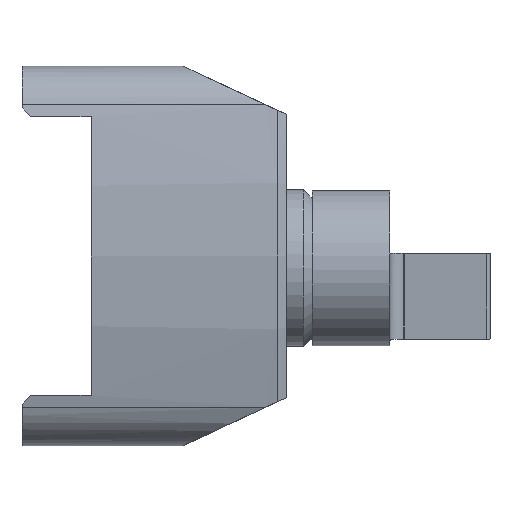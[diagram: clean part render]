
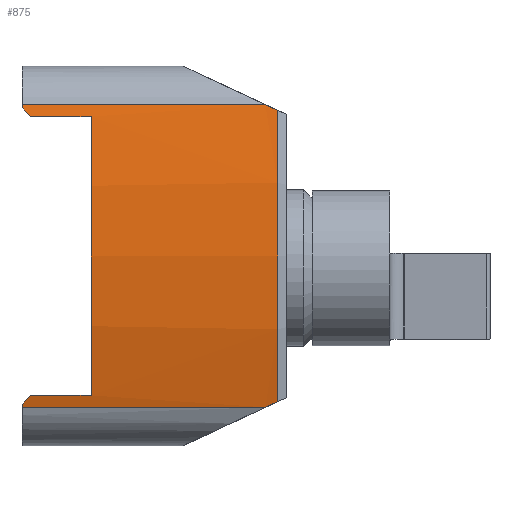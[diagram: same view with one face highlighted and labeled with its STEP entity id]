
A CAD part, front view. The second image highlights one B-rep face of the part: STEP entity #875.
In plain terms, the highlighted cylindrical face has radius 34.5 mm (diameter 69 mm), a partial arc.
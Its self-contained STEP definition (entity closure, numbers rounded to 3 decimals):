
#580 = VERTEX_POINT ( 'NONE', #2338 ) ;
#582 = EDGE_CURVE ( 'NONE', #657, #580, #2337, .T. ) ;
#587 = VERTEX_POINT ( 'NONE', #2422 ) ;
#590 = EDGE_CURVE ( 'NONE', #591, #587, #2420, .T. ) ;
#591 = VERTEX_POINT ( 'NONE', #2415 ) ;
#631 = EDGE_CURVE ( 'NONE', #710, #657, #2556, .T. ) ;
#647 = ORIENTED_EDGE ( 'NONE', *, *, #582, .T. ) ;
#648 = ORIENTED_EDGE ( 'NONE', *, *, #649, .F. ) ;
#649 = EDGE_CURVE ( 'NONE', #880, #580, #2541, .T. ) ;
#657 = VERTEX_POINT ( 'NONE', #2632 ) ;
#680 = VERTEX_POINT ( 'NONE', #2570 ) ;
#701 = ORIENTED_EDGE ( 'NONE', *, *, #590, .T. ) ;
#702 = ORIENTED_EDGE ( 'NONE', *, *, #703, .T. ) ;
#703 = EDGE_CURVE ( 'NONE', #587, #704, #2613, .T. ) ;
#704 = VERTEX_POINT ( 'NONE', #2615 ) ;
#705 = ORIENTED_EDGE ( 'NONE', *, *, #706, .T. ) ;
#706 = EDGE_CURVE ( 'NONE', #704, #748, #2614, .T. ) ;
#707 = ORIENTED_EDGE ( 'NONE', *, *, #739, .T. ) ;
#708 = ORIENTED_EDGE ( 'NONE', *, *, #709, .T. ) ;
#709 = EDGE_CURVE ( 'NONE', #680, #710, #2605, .T. ) ;
#710 = VERTEX_POINT ( 'NONE', #2601 ) ;
#711 = ORIENTED_EDGE ( 'NONE', *, *, #631, .T. ) ;
#739 = EDGE_CURVE ( 'NONE', #748, #680, #2465, .T. ) ;
#748 = VERTEX_POINT ( 'NONE', #2698 ) ;
#875 = ADVANCED_FACE ( 'NONE', ( #3019 ), #2991, .T. ) ;
#876 = EDGE_LOOP ( 'NONE', ( #877, #881, #884, #887, #701, #702, #705, #707, #708, #711, #647, #648 ) ) ;
#877 = ORIENTED_EDGE ( 'NONE', *, *, #878, .F. ) ;
#878 = EDGE_CURVE ( 'NONE', #879, #880, #3013, .T. ) ;
#879 = VERTEX_POINT ( 'NONE', #3012 ) ;
#880 = VERTEX_POINT ( 'NONE', #3014 ) ;
#881 = ORIENTED_EDGE ( 'NONE', *, *, #882, .T. ) ;
#882 = EDGE_CURVE ( 'NONE', #879, #883, #3007, .T. ) ;
#883 = VERTEX_POINT ( 'NONE', #3002 ) ;
#884 = ORIENTED_EDGE ( 'NONE', *, *, #885, .F. ) ;
#885 = EDGE_CURVE ( 'NONE', #886, #883, #3001, .T. ) ;
#886 = VERTEX_POINT ( 'NONE', #3000 ) ;
#887 = ORIENTED_EDGE ( 'NONE', *, *, #888, .T. ) ;
#888 = EDGE_CURVE ( 'NONE', #886, #591, #2999, .T. ) ;
#2333 = DIRECTION ( 'NONE',  ( 0., 0., 1. ) ) ;
#2334 = DIRECTION ( 'NONE',  ( 1., 0., 0. ) ) ;
#2335 = CARTESIAN_POINT ( 'NONE',  ( 0., 5.5, 0. ) ) ;
#2336 = AXIS2_PLACEMENT_3D ( 'NONE', #2335, #2334, #2333 ) ;
#2337 = CIRCLE ( 'NONE', #2336, 34.5 ) ;
#2338 = CARTESIAN_POINT ( 'NONE',  ( 0., -27.869, -8.762 ) ) ;
#2415 = CARTESIAN_POINT ( 'NONE',  ( 0., -27.869, 8.762 ) ) ;
#2416 = DIRECTION ( 'NONE',  ( 0., 0., 1. ) ) ;
#2417 = DIRECTION ( 'NONE',  ( 1., 0., 0. ) ) ;
#2418 = CARTESIAN_POINT ( 'NONE',  ( 0., 5.5, 0. ) ) ;
#2419 = AXIS2_PLACEMENT_3D ( 'NONE', #2418, #2417, #2416 ) ;
#2420 = CIRCLE ( 'NONE', #2419, 34.5 ) ;
#2422 = CARTESIAN_POINT ( 'NONE',  ( 0., -27.917, 8.575 ) ) ;
#2461 = DIRECTION ( 'NONE',  ( 0., 0., -1. ) ) ;
#2462 = DIRECTION ( 'NONE',  ( 1., 0., 0. ) ) ;
#2463 = CARTESIAN_POINT ( 'NONE',  ( 4., 5.5, 0. ) ) ;
#2464 = AXIS2_PLACEMENT_3D ( 'NONE', #2463, #2462, #2461 ) ;
#2465 = CIRCLE ( 'NONE', #2464, 34.5 ) ;
#2538 = DIRECTION ( 'NONE',  ( -1., 0., 0. ) ) ;
#2539 = VECTOR ( 'NONE', #2538, 1000. ) ;
#2540 = CARTESIAN_POINT ( 'NONE',  ( 16.8, -27.869, -8.762 ) ) ;
#2541 = LINE ( 'NONE', #2540, #2539 ) ;
#2552 = CARTESIAN_POINT ( 'NONE',  ( 0., -27.917, -8.575 ) ) ;
#2553 = CARTESIAN_POINT ( 'NONE',  ( 0.166, -27.96, -8.409 ) ) ;
#2554 = CARTESIAN_POINT ( 'NONE',  ( 0.333, -28.001, -8.242 ) ) ;
#2555 = CARTESIAN_POINT ( 'NONE',  ( 0.5, -28.042, -8.075 ) ) ;
#2556 =( BOUNDED_CURVE ( )  B_SPLINE_CURVE ( 3, ( #2555, #2554, #2553, #2552 ),
 .UNSPECIFIED., .F., .T. ) 
 B_SPLINE_CURVE_WITH_KNOTS ( ( 4, 4 ),
 ( 4.949, 4.964 ),
 .UNSPECIFIED. ) 
 CURVE ( )  GEOMETRIC_REPRESENTATION_ITEM ( )  RATIONAL_B_SPLINE_CURVE ( ( 1., 1., 1., 1. ) ) 
 REPRESENTATION_ITEM ( '' )  );
#2570 = CARTESIAN_POINT ( 'NONE',  ( 4., -28.042, -8.075 ) ) ;
#2601 = CARTESIAN_POINT ( 'NONE',  ( 0.5, -28.042, -8.075 ) ) ;
#2602 = DIRECTION ( 'NONE',  ( -1., 0., 0. ) ) ;
#2603 = VECTOR ( 'NONE', #2602, 1000. ) ;
#2604 = CARTESIAN_POINT ( 'NONE',  ( 16.8, -28.042, -8.075 ) ) ;
#2605 = LINE ( 'NONE', #2604, #2603 ) ;
#2606 = DIRECTION ( 'NONE',  ( 1., 0., 0. ) ) ;
#2607 = VECTOR ( 'NONE', #2606, 1000. ) ;
#2608 = CARTESIAN_POINT ( 'NONE',  ( 16.8, -28.042, 8.075 ) ) ;
#2609 = CARTESIAN_POINT ( 'NONE',  ( 0.5, -28.042, 8.075 ) ) ;
#2610 = CARTESIAN_POINT ( 'NONE',  ( 0.333, -28.001, 8.242 ) ) ;
#2611 = CARTESIAN_POINT ( 'NONE',  ( 0.166, -27.96, 8.409 ) ) ;
#2612 = CARTESIAN_POINT ( 'NONE',  ( 0., -27.917, 8.575 ) ) ;
#2613 =( BOUNDED_CURVE ( )  B_SPLINE_CURVE ( 3, ( #2612, #2611, #2610, #2609 ),
 .UNSPECIFIED., .F., .T. ) 
 B_SPLINE_CURVE_WITH_KNOTS ( ( 4, 4 ),
 ( 1.32, 1.335 ),
 .UNSPECIFIED. ) 
 CURVE ( )  GEOMETRIC_REPRESENTATION_ITEM ( )  RATIONAL_B_SPLINE_CURVE ( ( 1., 1., 1., 1. ) ) 
 REPRESENTATION_ITEM ( '' )  );
#2614 = LINE ( 'NONE', #2608, #2607 ) ;
#2615 = CARTESIAN_POINT ( 'NONE',  ( 0.5, -28.042, 8.075 ) ) ;
#2632 = CARTESIAN_POINT ( 'NONE',  ( 0., -27.917, -8.575 ) ) ;
#2698 = CARTESIAN_POINT ( 'NONE',  ( 4., -28.042, 8.075 ) ) ;
#2990 = AXIS2_PLACEMENT_3D ( 'NONE', #3017, #3016, #3015 ) ;
#2991 = CYLINDRICAL_SURFACE ( 'NONE', #2990, 34.5 ) ;
#2995 = CARTESIAN_POINT ( 'NONE',  ( 14.8, -27.954, 8.433 ) ) ;
#2996 = CARTESIAN_POINT ( 'NONE',  ( 14.564, -27.926, 8.543 ) ) ;
#2997 = CARTESIAN_POINT ( 'NONE',  ( 14.329, -27.898, 8.652 ) ) ;
#2998 = CARTESIAN_POINT ( 'NONE',  ( 14.094, -27.869, 8.762 ) ) ;
#2999 = LINE ( 'NONE', #3038, #3037 ) ;
#3000 = CARTESIAN_POINT ( 'NONE',  ( 14.094, -27.869, 8.762 ) ) ;
#3001 =( BOUNDED_CURVE ( )  B_SPLINE_CURVE ( 3, ( #2998, #2997, #2996, #2995 ),
 .UNSPECIFIED., .F., .T. ) 
 B_SPLINE_CURVE_WITH_KNOTS ( ( 4, 4 ),
 ( 1.314, 1.324 ),
 .UNSPECIFIED. ) 
 CURVE ( )  GEOMETRIC_REPRESENTATION_ITEM ( )  RATIONAL_B_SPLINE_CURVE ( ( 1., 1., 1., 1. ) ) 
 REPRESENTATION_ITEM ( '' )  );
#3002 = CARTESIAN_POINT ( 'NONE',  ( 14.8, -27.954, 8.433 ) ) ;
#3003 = DIRECTION ( 'NONE',  ( 0., 0., 1. ) ) ;
#3004 = DIRECTION ( 'NONE',  ( -1., 0., 0. ) ) ;
#3005 = CARTESIAN_POINT ( 'NONE',  ( 14.8, 5.5, 0. ) ) ;
#3006 = AXIS2_PLACEMENT_3D ( 'NONE', #3005, #3004, #3003 ) ;
#3007 = CIRCLE ( 'NONE', #3006, 34.5 ) ;
#3008 = CARTESIAN_POINT ( 'NONE',  ( 14.094, -27.869, -8.762 ) ) ;
#3009 = CARTESIAN_POINT ( 'NONE',  ( 14.329, -27.898, -8.652 ) ) ;
#3010 = CARTESIAN_POINT ( 'NONE',  ( 14.564, -27.926, -8.543 ) ) ;
#3011 = CARTESIAN_POINT ( 'NONE',  ( 14.8, -27.954, -8.433 ) ) ;
#3012 = CARTESIAN_POINT ( 'NONE',  ( 14.8, -27.954, -8.433 ) ) ;
#3013 =( BOUNDED_CURVE ( )  B_SPLINE_CURVE ( 3, ( #3011, #3010, #3009, #3008 ),
 .UNSPECIFIED., .F., .T. ) 
 B_SPLINE_CURVE_WITH_KNOTS ( ( 4, 4 ),
 ( 4.959, 4.969 ),
 .UNSPECIFIED. ) 
 CURVE ( )  GEOMETRIC_REPRESENTATION_ITEM ( )  RATIONAL_B_SPLINE_CURVE ( ( 1., 1., 1., 1. ) ) 
 REPRESENTATION_ITEM ( '' )  );
#3014 = CARTESIAN_POINT ( 'NONE',  ( 14.094, -27.869, -8.762 ) ) ;
#3015 = DIRECTION ( 'NONE',  ( 0., 0., 1. ) ) ;
#3016 = DIRECTION ( 'NONE',  ( -1., 0., 0. ) ) ;
#3017 = CARTESIAN_POINT ( 'NONE',  ( 16.8, 5.5, 0. ) ) ;
#3019 = FACE_OUTER_BOUND ( 'NONE', #876, .T. ) ;
#3036 = DIRECTION ( 'NONE',  ( -1., 0., 0. ) ) ;
#3037 = VECTOR ( 'NONE', #3036, 1000. ) ;
#3038 = CARTESIAN_POINT ( 'NONE',  ( 16.8, -27.869, 8.762 ) ) ;
